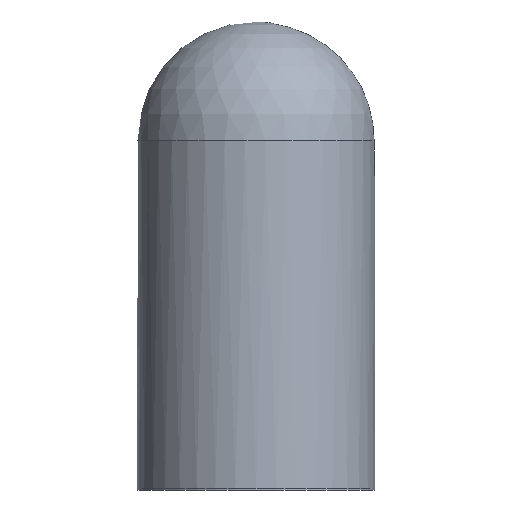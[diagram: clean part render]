
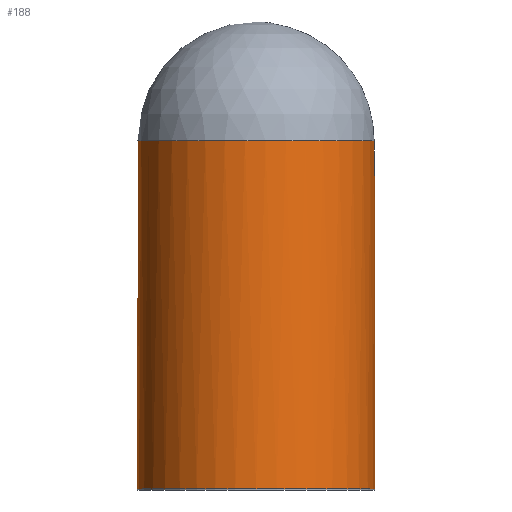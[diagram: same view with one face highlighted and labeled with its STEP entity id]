
A CAD part, front view. The second image highlights one B-rep face of the part: STEP entity #188.
In plain terms, the highlighted cylindrical face has radius 51000 mm (diameter 102000 mm), a full revolution.
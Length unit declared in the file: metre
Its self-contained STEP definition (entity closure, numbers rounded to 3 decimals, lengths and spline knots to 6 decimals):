
#188 = ADVANCED_FACE('',(#189),#203,.T.);
#189 = FACE_BOUND('',#190,.T.);
#190 = EDGE_LOOP('',(#191,#221,#248,#249,#278,#304,#333,#359));
#191 = ORIENTED_EDGE('',*,*,#192,.F.);
#192 = EDGE_CURVE('',#193,#195,#197,.T.);
#193 = VERTEX_POINT('',#194);
#194 = CARTESIAN_POINT('',(51.,0.,0.5));
#195 = VERTEX_POINT('',#196);
#196 = CARTESIAN_POINT('',(51.,0.,135.));
#197 = SEAM_CURVE('',#198,(#202,#214),.PCURVE_S1.);
#198 = LINE('',#199,#200);
#199 = CARTESIAN_POINT('',(51.,0.,0.));
#200 = VECTOR('',#201,1.);
#201 = DIRECTION('',(0.,0.,1.));
#202 = PCURVE('',#203,#208);
#203 = CYLINDRICAL_SURFACE('',#204,51.);
#204 = AXIS2_PLACEMENT_3D('',#205,#206,#207);
#205 = CARTESIAN_POINT('',(0.,0.,0.));
#206 = DIRECTION('',(0.,0.,1.));
#207 = DIRECTION('',(1.,0.,-0.));
#208 = DEFINITIONAL_REPRESENTATION('',(#209),#213);
#209 = LINE('',#210,#211);
#210 = CARTESIAN_POINT('',(0.,0.));
#211 = VECTOR('',#212,1.);
#212 = DIRECTION('',(0.,1.));
#213 = ( GEOMETRIC_REPRESENTATION_CONTEXT(2) 
PARAMETRIC_REPRESENTATION_CONTEXT() REPRESENTATION_CONTEXT('2D SPACE',''
  ) );
#214 = PCURVE('',#203,#215);
#215 = DEFINITIONAL_REPRESENTATION('',(#216),#220);
#216 = LINE('',#217,#218);
#217 = CARTESIAN_POINT('',(6.283,0.));
#218 = VECTOR('',#219,1.);
#219 = DIRECTION('',(0.,1.));
#220 = ( GEOMETRIC_REPRESENTATION_CONTEXT(2) 
PARAMETRIC_REPRESENTATION_CONTEXT() REPRESENTATION_CONTEXT('2D SPACE',''
  ) );
#221 = ORIENTED_EDGE('',*,*,#222,.T.);
#222 = EDGE_CURVE('',#193,#193,#223,.T.);
#223 = SURFACE_CURVE('',#224,(#229,#236),.PCURVE_S1.);
#224 = CIRCLE('',#225,51.);
#225 = AXIS2_PLACEMENT_3D('',#226,#227,#228);
#226 = CARTESIAN_POINT('',(0.,0.,0.5));
#227 = DIRECTION('',(0.,0.,1.));
#228 = DIRECTION('',(1.,0.,-0.));
#229 = PCURVE('',#203,#230);
#230 = DEFINITIONAL_REPRESENTATION('',(#231),#235);
#231 = LINE('',#232,#233);
#232 = CARTESIAN_POINT('',(0.,0.5));
#233 = VECTOR('',#234,1.);
#234 = DIRECTION('',(1.,0.));
#235 = ( GEOMETRIC_REPRESENTATION_CONTEXT(2) 
PARAMETRIC_REPRESENTATION_CONTEXT() REPRESENTATION_CONTEXT('2D SPACE',''
  ) );
#236 = PCURVE('',#237,#242);
#237 = PLANE('',#238);
#238 = AXIS2_PLACEMENT_3D('',#239,#240,#241);
#239 = CARTESIAN_POINT('',(0.,0.,0.5));
#240 = DIRECTION('',(0.,0.,1.));
#241 = DIRECTION('',(1.,0.,-0.));
#242 = DEFINITIONAL_REPRESENTATION('',(#243),#247);
#243 = CIRCLE('',#244,51.);
#244 = AXIS2_PLACEMENT_2D('',#245,#246);
#245 = CARTESIAN_POINT('',(0.,0.));
#246 = DIRECTION('',(1.,-0.));
#247 = ( GEOMETRIC_REPRESENTATION_CONTEXT(2) 
PARAMETRIC_REPRESENTATION_CONTEXT() REPRESENTATION_CONTEXT('2D SPACE',''
  ) );
#248 = ORIENTED_EDGE('',*,*,#192,.T.);
#249 = ORIENTED_EDGE('',*,*,#250,.F.);
#250 = EDGE_CURVE('',#251,#195,#253,.T.);
#251 = VERTEX_POINT('',#252);
#252 = CARTESIAN_POINT('',(50.744359,-5.1,135.));
#253 = SURFACE_CURVE('',#254,(#259,#266),.PCURVE_S1.);
#254 = CIRCLE('',#255,51.);
#255 = AXIS2_PLACEMENT_3D('',#256,#257,#258);
#256 = CARTESIAN_POINT('',(0.,0.,135.));
#257 = DIRECTION('',(0.,0.,1.));
#258 = DIRECTION('',(1.,0.,-0.));
#259 = PCURVE('',#203,#260);
#260 = DEFINITIONAL_REPRESENTATION('',(#261),#265);
#261 = LINE('',#262,#263);
#262 = CARTESIAN_POINT('',(0.,135.));
#263 = VECTOR('',#264,1.);
#264 = DIRECTION('',(1.,0.));
#265 = ( GEOMETRIC_REPRESENTATION_CONTEXT(2) 
PARAMETRIC_REPRESENTATION_CONTEXT() REPRESENTATION_CONTEXT('2D SPACE',''
  ) );
#266 = PCURVE('',#267,#272);
#267 = PLANE('',#268);
#268 = AXIS2_PLACEMENT_3D('',#269,#270,#271);
#269 = CARTESIAN_POINT('',(7.65,-5.1,135.));
#270 = DIRECTION('',(0.,0.,1.));
#271 = DIRECTION('',(1.,0.,-0.));
#272 = DEFINITIONAL_REPRESENTATION('',(#273),#277);
#273 = CIRCLE('',#274,51.);
#274 = AXIS2_PLACEMENT_2D('',#275,#276);
#275 = CARTESIAN_POINT('',(-7.65,5.1));
#276 = DIRECTION('',(1.,0.));
#277 = ( GEOMETRIC_REPRESENTATION_CONTEXT(2) 
PARAMETRIC_REPRESENTATION_CONTEXT() REPRESENTATION_CONTEXT('2D SPACE',''
  ) );
#278 = ORIENTED_EDGE('',*,*,#279,.T.);
#279 = EDGE_CURVE('',#251,#280,#282,.T.);
#280 = VERTEX_POINT('',#281);
#281 = CARTESIAN_POINT('',(50.744359,-5.1,150.));
#282 = SURFACE_CURVE('',#283,(#287,#293),.PCURVE_S1.);
#283 = LINE('',#284,#285);
#284 = CARTESIAN_POINT('',(50.744359,-5.1,0.));
#285 = VECTOR('',#286,1.);
#286 = DIRECTION('',(0.,0.,1.));
#287 = PCURVE('',#203,#288);
#288 = DEFINITIONAL_REPRESENTATION('',(#289),#292);
#289 = B_SPLINE_CURVE_WITH_KNOTS('',1,(#290,#291),.UNSPECIFIED.,.F.,.F.,
  (2,2),(127.5,150.00002),.PIECEWISE_BEZIER_KNOTS.);
#290 = CARTESIAN_POINT('',(6.183,127.5));
#291 = CARTESIAN_POINT('',(6.183,150.));
#292 = ( GEOMETRIC_REPRESENTATION_CONTEXT(2) 
PARAMETRIC_REPRESENTATION_CONTEXT() REPRESENTATION_CONTEXT('2D SPACE',''
  ) );
#293 = PCURVE('',#294,#299);
#294 = PLANE('',#295);
#295 = AXIS2_PLACEMENT_3D('',#296,#297,#298);
#296 = CARTESIAN_POINT('',(7.65,-5.1,135.));
#297 = DIRECTION('',(-0.,1.,0.));
#298 = DIRECTION('',(0.,0.,1.));
#299 = DEFINITIONAL_REPRESENTATION('',(#300),#303);
#300 = B_SPLINE_CURVE_WITH_KNOTS('',1,(#301,#302),.UNSPECIFIED.,.F.,.F.,
  (2,2),(127.5,150.00002),.PIECEWISE_BEZIER_KNOTS.);
#301 = CARTESIAN_POINT('',(-7.5,43.094));
#302 = CARTESIAN_POINT('',(15.,43.094));
#303 = ( GEOMETRIC_REPRESENTATION_CONTEXT(2) 
PARAMETRIC_REPRESENTATION_CONTEXT() REPRESENTATION_CONTEXT('2D SPACE',''
  ) );
#304 = ORIENTED_EDGE('',*,*,#305,.F.);
#305 = EDGE_CURVE('',#306,#280,#308,.T.);
#306 = VERTEX_POINT('',#307);
#307 = CARTESIAN_POINT('',(50.744359,5.1,150.));
#308 = SURFACE_CURVE('',#309,(#314,#321),.PCURVE_S1.);
#309 = CIRCLE('',#310,51.);
#310 = AXIS2_PLACEMENT_3D('',#311,#312,#313);
#311 = CARTESIAN_POINT('',(0.,0.,150.));
#312 = DIRECTION('',(0.,0.,1.));
#313 = DIRECTION('',(1.,0.,-0.));
#314 = PCURVE('',#203,#315);
#315 = DEFINITIONAL_REPRESENTATION('',(#316),#320);
#316 = LINE('',#317,#318);
#317 = CARTESIAN_POINT('',(0.,150.));
#318 = VECTOR('',#319,1.);
#319 = DIRECTION('',(1.,0.));
#320 = ( GEOMETRIC_REPRESENTATION_CONTEXT(2) 
PARAMETRIC_REPRESENTATION_CONTEXT() REPRESENTATION_CONTEXT('2D SPACE',''
  ) );
#321 = PCURVE('',#322,#327);
#322 = PLANE('',#323);
#323 = AXIS2_PLACEMENT_3D('',#324,#325,#326);
#324 = CARTESIAN_POINT('',(0.,0.,150.));
#325 = DIRECTION('',(0.,0.,1.));
#326 = DIRECTION('',(1.,0.,-0.));
#327 = DEFINITIONAL_REPRESENTATION('',(#328),#332);
#328 = CIRCLE('',#329,51.);
#329 = AXIS2_PLACEMENT_2D('',#330,#331);
#330 = CARTESIAN_POINT('',(0.,0.));
#331 = DIRECTION('',(1.,-0.));
#332 = ( GEOMETRIC_REPRESENTATION_CONTEXT(2) 
PARAMETRIC_REPRESENTATION_CONTEXT() REPRESENTATION_CONTEXT('2D SPACE',''
  ) );
#333 = ORIENTED_EDGE('',*,*,#334,.F.);
#334 = EDGE_CURVE('',#335,#306,#337,.T.);
#335 = VERTEX_POINT('',#336);
#336 = CARTESIAN_POINT('',(50.744359,5.1,135.));
#337 = SURFACE_CURVE('',#338,(#342,#348),.PCURVE_S1.);
#338 = LINE('',#339,#340);
#339 = CARTESIAN_POINT('',(50.744359,5.1,0.));
#340 = VECTOR('',#341,1.);
#341 = DIRECTION('',(0.,0.,1.));
#342 = PCURVE('',#203,#343);
#343 = DEFINITIONAL_REPRESENTATION('',(#344),#347);
#344 = B_SPLINE_CURVE_WITH_KNOTS('',1,(#345,#346),.UNSPECIFIED.,.F.,.F.,
  (2,2),(127.5,150.00002),.PIECEWISE_BEZIER_KNOTS.);
#345 = CARTESIAN_POINT('',(0.1,127.5));
#346 = CARTESIAN_POINT('',(0.1,150.));
#347 = ( GEOMETRIC_REPRESENTATION_CONTEXT(2) 
PARAMETRIC_REPRESENTATION_CONTEXT() REPRESENTATION_CONTEXT('2D SPACE',''
  ) );
#348 = PCURVE('',#349,#354);
#349 = PLANE('',#350);
#350 = AXIS2_PLACEMENT_3D('',#351,#352,#353);
#351 = CARTESIAN_POINT('',(7.65,5.1,135.));
#352 = DIRECTION('',(-0.,1.,0.));
#353 = DIRECTION('',(0.,0.,1.));
#354 = DEFINITIONAL_REPRESENTATION('',(#355),#358);
#355 = B_SPLINE_CURVE_WITH_KNOTS('',1,(#356,#357),.UNSPECIFIED.,.F.,.F.,
  (2,2),(127.5,150.00002),.PIECEWISE_BEZIER_KNOTS.);
#356 = CARTESIAN_POINT('',(-7.5,43.094));
#357 = CARTESIAN_POINT('',(15.,43.094));
#358 = ( GEOMETRIC_REPRESENTATION_CONTEXT(2) 
PARAMETRIC_REPRESENTATION_CONTEXT() REPRESENTATION_CONTEXT('2D SPACE',''
  ) );
#359 = ORIENTED_EDGE('',*,*,#360,.F.);
#360 = EDGE_CURVE('',#195,#335,#361,.T.);
#361 = SURFACE_CURVE('',#362,(#367,#374),.PCURVE_S1.);
#362 = CIRCLE('',#363,51.);
#363 = AXIS2_PLACEMENT_3D('',#364,#365,#366);
#364 = CARTESIAN_POINT('',(0.,0.,135.));
#365 = DIRECTION('',(0.,0.,1.));
#366 = DIRECTION('',(1.,0.,-0.));
#367 = PCURVE('',#203,#368);
#368 = DEFINITIONAL_REPRESENTATION('',(#369),#373);
#369 = LINE('',#370,#371);
#370 = CARTESIAN_POINT('',(0.,135.));
#371 = VECTOR('',#372,1.);
#372 = DIRECTION('',(1.,0.));
#373 = ( GEOMETRIC_REPRESENTATION_CONTEXT(2) 
PARAMETRIC_REPRESENTATION_CONTEXT() REPRESENTATION_CONTEXT('2D SPACE',''
  ) );
#374 = PCURVE('',#267,#375);
#375 = DEFINITIONAL_REPRESENTATION('',(#376),#380);
#376 = CIRCLE('',#377,51.);
#377 = AXIS2_PLACEMENT_2D('',#378,#379);
#378 = CARTESIAN_POINT('',(-7.65,5.1));
#379 = DIRECTION('',(1.,0.));
#380 = ( GEOMETRIC_REPRESENTATION_CONTEXT(2) 
PARAMETRIC_REPRESENTATION_CONTEXT() REPRESENTATION_CONTEXT('2D SPACE',''
  ) );
